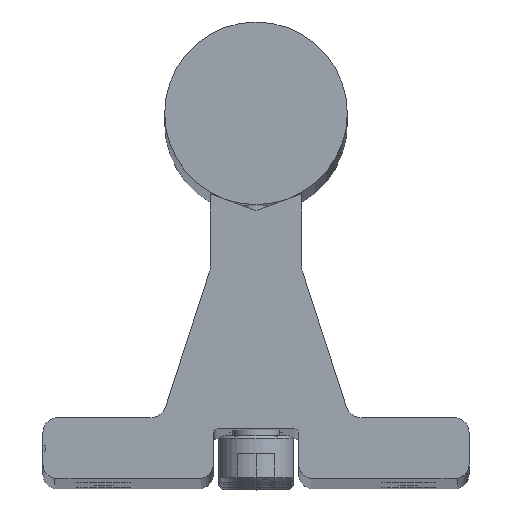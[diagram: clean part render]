
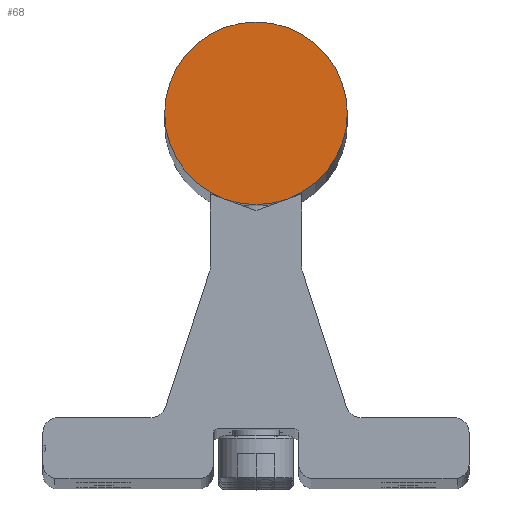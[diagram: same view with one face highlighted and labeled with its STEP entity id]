
A CAD part, top view. The second image highlights one B-rep face of the part: STEP entity #68.
In plain terms, the highlighted planar face has unit normal (0, 0, 1).
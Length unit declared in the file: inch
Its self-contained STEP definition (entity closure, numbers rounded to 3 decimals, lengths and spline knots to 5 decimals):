
#21 = VERTEX_POINT ( 'NONE', #2091 ) ;
#68 = ADVANCED_FACE ( 'NONE', ( #4653 ), #5642, .T. ) ;
#172 = DIRECTION ( 'NONE',  ( 1., 0., 0. ) ) ;
#460 = AXIS2_PLACEMENT_3D ( 'NONE', #2728, #1398, #894 ) ;
#701 = DIRECTION ( 'NONE',  ( 0., 0., 1. ) ) ;
#849 = AXIS2_PLACEMENT_3D ( 'NONE', #4505, #701, #172 ) ;
#894 = DIRECTION ( 'NONE',  ( 1., 0., 0. ) ) ;
#1342 = EDGE_CURVE ( 'NONE', #21, #4274, #2266, .T. ) ;
#1398 = DIRECTION ( 'NONE',  ( 0., 0., 1. ) ) ;
#2091 = CARTESIAN_POINT ( 'NONE',  ( 0.375, 1.5, 0. ) ) ;
#2266 = CIRCLE ( 'NONE', #849, 0.375 ) ;
#2302 = CARTESIAN_POINT ( 'NONE',  ( -0.375, 1.5, 0. ) ) ;
#2338 = CIRCLE ( 'NONE', #4157, 0.375 ) ;
#2728 = CARTESIAN_POINT ( 'NONE',  ( 0., 1.5, 0. ) ) ;
#3547 = DIRECTION ( 'NONE',  ( 0., 0., 1. ) ) ;
#3640 = DIRECTION ( 'NONE',  ( 1., 0., 0. ) ) ;
#4157 = AXIS2_PLACEMENT_3D ( 'NONE', #4594, #3547, #3640 ) ;
#4274 = VERTEX_POINT ( 'NONE', #2302 ) ;
#4505 = CARTESIAN_POINT ( 'NONE',  ( 0., 1.5, 0. ) ) ;
#4594 = CARTESIAN_POINT ( 'NONE',  ( 0., 1.5, 0. ) ) ;
#4653 = FACE_OUTER_BOUND ( 'NONE', #6203, .T. ) ;
#4969 = EDGE_CURVE ( 'NONE', #4274, #21, #2338, .T. ) ;
#5424 = ORIENTED_EDGE ( 'NONE', *, *, #4969, .T. ) ;
#5525 = ORIENTED_EDGE ( 'NONE', *, *, #1342, .T. ) ;
#5642 = PLANE ( 'NONE',  #460 ) ;
#6203 = EDGE_LOOP ( 'NONE', ( #5525, #5424 ) ) ;
